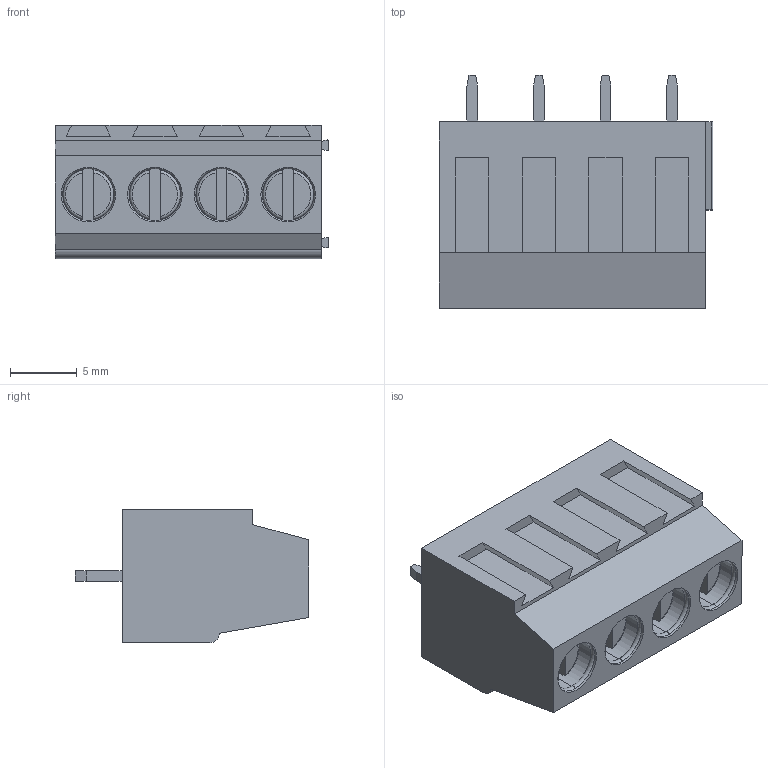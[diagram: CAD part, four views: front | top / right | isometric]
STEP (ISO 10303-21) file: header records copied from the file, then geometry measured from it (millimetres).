
FILE_DESCRIPTION((''),'2;1');
FILE_NAME('PRT0027','2020-06-17T',('Administrator'),(''),'PRO/ENGINEER BY PARAMETRIC TECHNOLOGY CORPORATION, 2010020','PRO/ENGINEER BY PARAMETRIC TECHNOLOGY CORPORATION, 2010020','');
FILE_SCHEMA(('AUTOMOTIVE_DESIGN_CC2 { 1 2 10303 214 -1 1 5 2 }'));
Length unit declared in the file: millimetre
Products named in the file (1): PRT0027
Bounding box: 20.57 x 17.5 x 10 mm (x, y, z)
Volume: 2256.6 mm3; surface area: 1785.3 mm2
Topology: 1 solids, 17 shells, 294 faces, 719 edges, 475 vertices
Faces by surface type: plane 189, cylinder 57, torus 24, cone 16, bspline 8
Entity records: 9788 total; most frequent: CARTESIAN_POINT 2860, ORIENTED_EDGE 1438, DIRECTION 1393, EDGE_CURVE 719, AXIS2_PLACEMENT_3D 480, VERTEX_POINT 475, VECTOR 433, LINE 433
